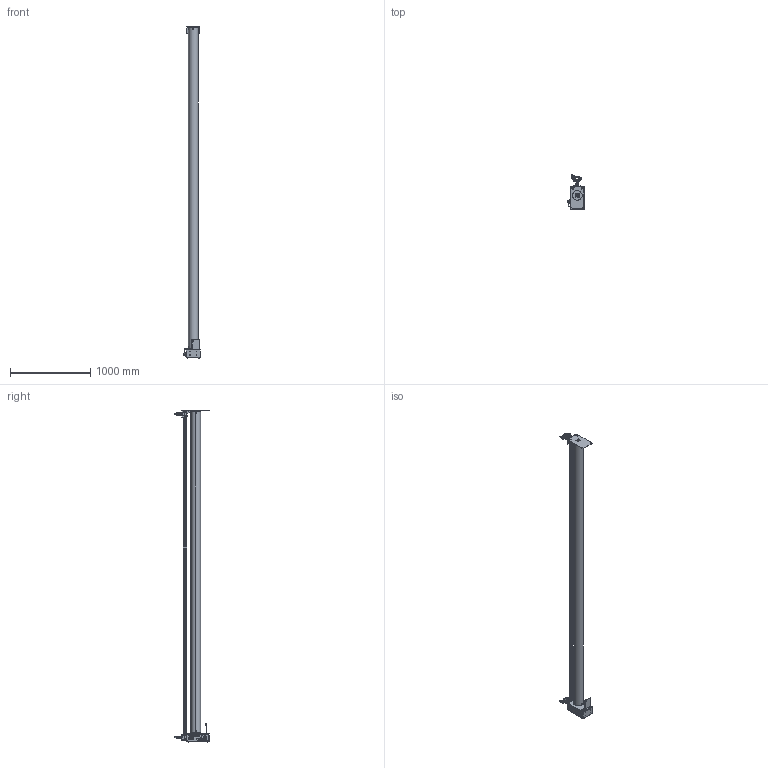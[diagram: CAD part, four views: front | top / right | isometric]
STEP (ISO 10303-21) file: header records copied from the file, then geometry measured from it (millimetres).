
FILE_DESCRIPTION (( 'STEP AP214' ), '1' );
FILE_NAME ('239.001.001_Main_Assembly_4m.step', '2022-08-11T08:15:16', ( '' ), ( '' ), 'SwSTEP 2.0', 'SolidWorks 2022', '' );
FILE_SCHEMA (( 'AUTOMOTIVE_DESIGN' ));
Length unit declared in the file: millimetre
Products named in the file (1): 239.001.001_Main_Assembly_4m
Bounding box: 204.9 x 439.6 x 4147.4 mm (x, y, z)
Surface area: 3394535.6 mm2 (no closed solid volume)
Topology: 0 solids, 209 shells, 899 faces, 3899 edges, 3059 vertices
Faces by surface type: plane 367, cylinder 310, bspline 118, torus 68, cone 30, sphere 6
Entity records: 56842 total; most frequent: CARTESIAN_POINT 15897, DIRECTION 6479, ORIENTED_EDGE 5271, EDGE_CURVE 3884, VERTEX_POINT 3059, AXIS2_PLACEMENT_3D 2329, LINE 1821, VECTOR 1821
